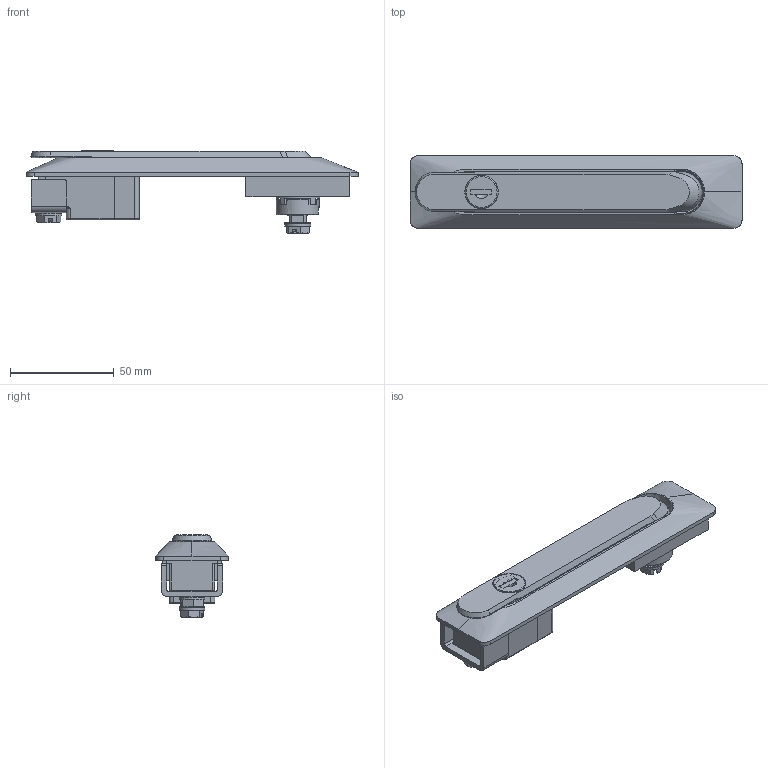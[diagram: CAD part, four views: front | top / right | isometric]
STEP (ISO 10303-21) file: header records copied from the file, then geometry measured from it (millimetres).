
FILE_DESCRIPTION(('STEP AP203'),'1');
FILE_NAME('208.1.2.05.00.step','2012-07-09T14:44:44',(' '),(' '),'Spatial InterOp 3D',' ',' ');
FILE_SCHEMA(('CONFIG_CONTROL_DESIGN'));
Length unit declared in the file: millimetre
Products named in the file (14): 1; 2; 3; 4; 5; 6; 7; 8; 9; 10; 11; 12; 13; 14
Bounding box: 160 x 35 x 39.8 mm (x, y, z)
Volume: 66914.6 mm3; surface area: 50165.6 mm2
Topology: 14 solids, 14 shells, 1053 faces, 2896 edges, 1885 vertices
Faces by surface type: plane 671, cylinder 195, bspline 70, torus 51, cone 50, sphere 9, extrusion 7
Full cylindrical faces by diameter (mm): 3.3 x3, 4 x6, 4.2 x5, 4.5 x2, 5 x3, 5.1 x1, 5.5 x1, 6 x1, 7.3 x2, 9.8 x1, 10 x3, 12 x1, 12.2 x1, 12.4 x1, 12.5 x2, 15 x1, 15.1 x1, 15.7 x1, 16 x3, 16.2 x1, 20.7 x1, 21 x1, 22.5 x1, 24 x1
Entity records: 40527 total; most frequent: CARTESIAN_POINT 13805, ORIENTED_EDGE 5578, DIRECTION 5266, EDGE_CURVE 2789, VERTEX_POINT 1854, AXIS2_PLACEMENT_3D 1851, VECTOR 1564, LINE 1557
